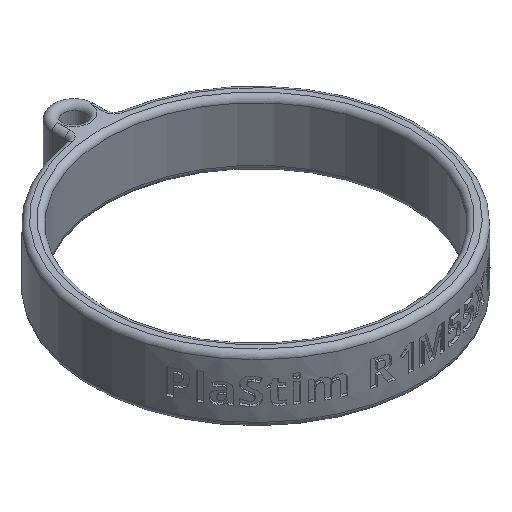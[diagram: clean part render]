
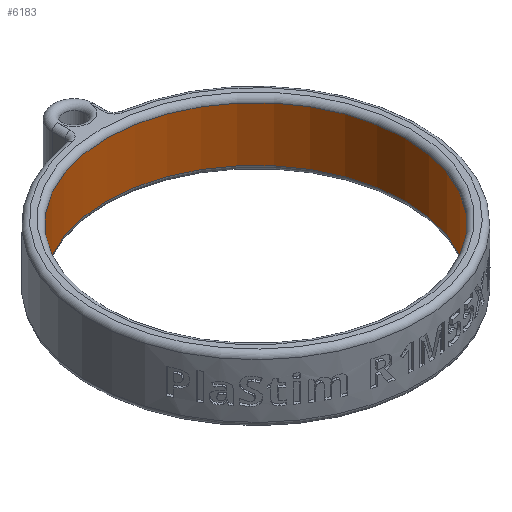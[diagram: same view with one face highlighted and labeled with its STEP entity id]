
A CAD part, isometric view. The second image highlights one B-rep face of the part: STEP entity #6183.
In plain terms, the highlighted cylindrical face has radius 27.5 mm (diameter 55 mm), a full revolution.
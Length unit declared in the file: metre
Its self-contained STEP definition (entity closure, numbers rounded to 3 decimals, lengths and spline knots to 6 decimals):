
#745=CIRCLE('',#6573,0.0275);
#749=CIRCLE('',#6578,0.0275);
#899=ORIENTED_EDGE('',*,*,#2851,.T.);
#900=ORIENTED_EDGE('',*,*,#2859,.F.);
#2851=EDGE_CURVE('',#3833,#3833,#745,.T.);
#2859=EDGE_CURVE('',#3839,#3839,#749,.T.);
#3833=VERTEX_POINT('',#8293);
#3839=VERTEX_POINT('',#8308);
#5306=EDGE_LOOP('',(#899));
#5307=EDGE_LOOP('',(#900));
#5712=FACE_BOUND('',#5306,.T.);
#5713=FACE_BOUND('',#5307,.T.);
#6112=CYLINDRICAL_SURFACE('',#6580,0.0275);
#6183=ADVANCED_FACE('',(#5712,#5713),#6112,.F.);
#6573=AXIS2_PLACEMENT_3D('',#8292,#7015,#7016);
#6578=AXIS2_PLACEMENT_3D('',#8307,#7029,#7030);
#6580=AXIS2_PLACEMENT_3D('',#8311,#7033,#7034);
#7015=DIRECTION('',(0.,0.,1.));
#7016=DIRECTION('',(1.,0.,0.));
#7029=DIRECTION('',(0.,0.,1.));
#7030=DIRECTION('',(1.,0.,0.));
#7033=DIRECTION('',(0.,0.,-1.));
#7034=DIRECTION('',(-1.,0.,0.));
#8292=CARTESIAN_POINT('',(0.,0.,0.005));
#8293=CARTESIAN_POINT('',(0.0275,0.,0.005));
#8307=CARTESIAN_POINT('',(0.,0.,-0.005));
#8308=CARTESIAN_POINT('',(0.0275,0.,-0.005));
#8311=CARTESIAN_POINT('',(0.,0.,0.005));
